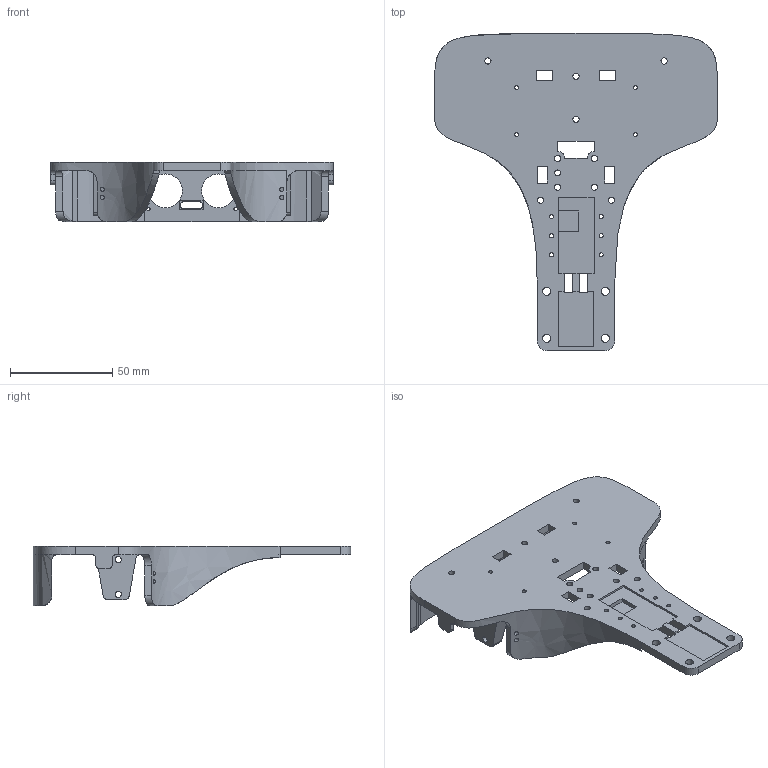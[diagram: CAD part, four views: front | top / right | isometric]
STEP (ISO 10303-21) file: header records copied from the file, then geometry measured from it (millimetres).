
FILE_DESCRIPTION(/* description */ (''),/* implementation_level */ '2;1');
FILE_NAME(/* name */ 'Main Frame.step',/* time_stamp */ '2020-02-22T21:13:03+01:00',/* author */ (''),/* organization */ (''),/* preprocessor_version */ 'ST-DEVELOPER v18',/* originating_system */ 'Autodesk Translation Framework v8.12.0.6',/* authorisation */ '');
FILE_SCHEMA (('AUTOMOTIVE_DESIGN { 1 0 10303 214 3 1 1 }'));
Length unit declared in the file: millimetre
Products named in the file (2): Main Frame; HC-SR04 Mount
Assembly tree (1 placements, depth 2):
  Main Frame
    HC-SR04 Mount
Bounding box: 138 x 155 x 29 mm (x, y, z)
Volume: 63954.2 mm3; surface area: 40788.8 mm2
Topology: 1 solids, 11 shells, 597 faces, 1267 edges, 807 vertices
Faces by surface type: plane 247, cylinder 201, cone 130, bspline 19
Full cylindrical faces by diameter (mm): 1.651 x2, 2 x140, 2.8 x1, 3 x14, 4 x4, 7 x2, 16.5 x2
Entity records: 18282 total; most frequent: CARTESIAN_POINT 4929, DIRECTION 2878, ORIENTED_EDGE 2536, EDGE_CURVE 1268, AXIS2_PLACEMENT_3D 1124, VERTEX_POINT 808, EDGE_LOOP 802, LINE 630
